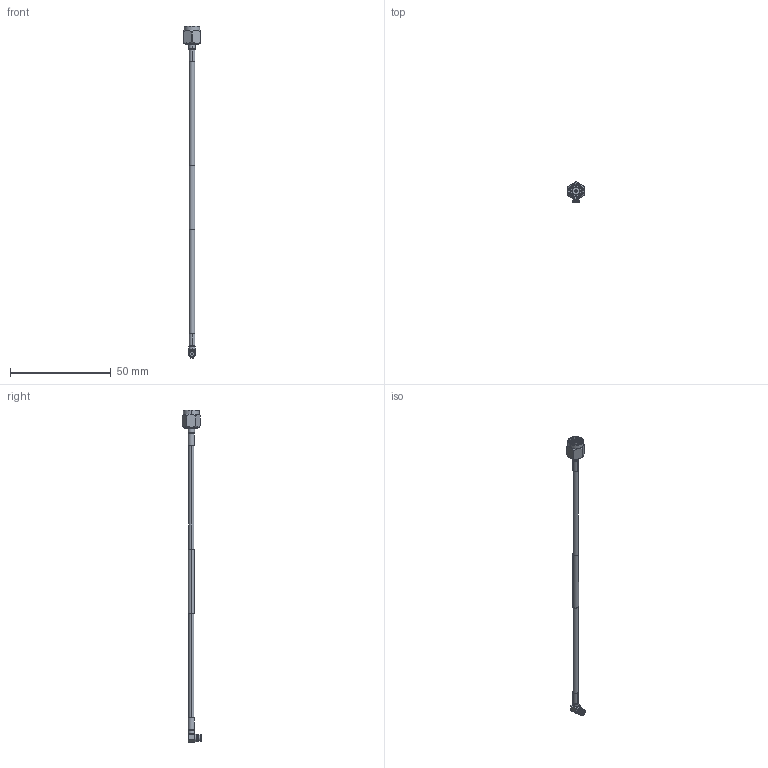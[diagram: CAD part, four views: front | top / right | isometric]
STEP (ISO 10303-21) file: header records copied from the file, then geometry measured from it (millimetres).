
FILE_DESCRIPTION (( 'STEP AP214' ), '1' );
FILE_NAME ('FMC00595_3D.step', '2023-02-10T01:05:28', ( '' ), ( '' ), 'SwSTEP 2.0', 'SolidWorks 2022', '' );
FILE_SCHEMA (( 'AUTOMOTIVE_DESIGN' ));
Length unit declared in the file: inch
Products named in the file (5): Copy of SC5233^FMC00595; Part2^FMC00595; Copy of SC3020^FMC00595; Copy of FM-SR086TBJ^FMC00595; FMC00595_3D
Assembly tree (4 placements, depth 2):
  FMC00595_3D
    Copy of SC3020^FMC00595
    Copy of SC5233^FMC00595
    Copy of FM-SR086TBJ^FMC00595
    Part2^FMC00595
Bounding box: 7.94 x 9.83 x 164.62 mm (x, y, z)
Volume: 1354.4 mm3; surface area: 2354.5 mm2
Topology: 8 solids, 8 shells, 217 faces, 550 edges, 351 vertices
Faces by surface type: cylinder 91, plane 76, cone 39, torus 8, bspline 3
Entity records: 8104 total; most frequent: CARTESIAN_POINT 2617, ORIENTED_EDGE 1092, DIRECTION 1071, EDGE_CURVE 546, AXIS2_PLACEMENT_3D 433, VERTEX_POINT 349, EDGE_LOOP 235, FACE_OUTER_BOUND 217
